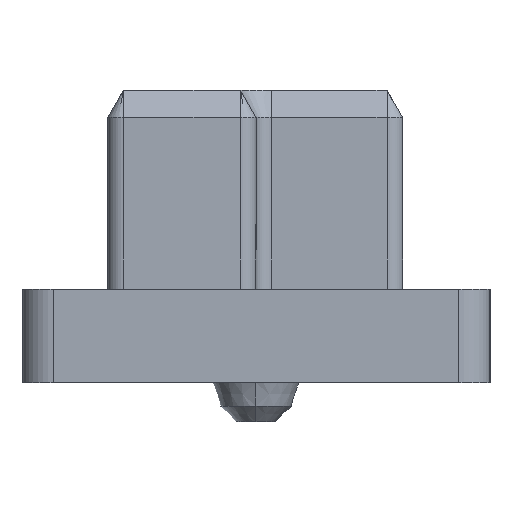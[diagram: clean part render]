
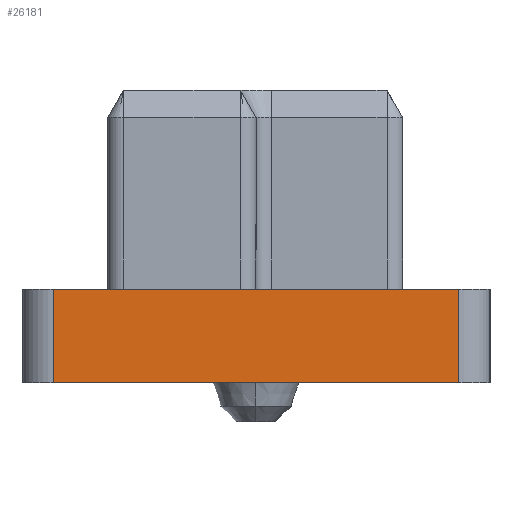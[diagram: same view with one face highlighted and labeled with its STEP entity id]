
A CAD part, left-side view. The second image highlights one B-rep face of the part: STEP entity #26181.
In plain terms, the highlighted planar face has unit normal (-1, 0, 0).
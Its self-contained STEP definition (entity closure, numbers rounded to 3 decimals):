
#3646 = VERTEX_POINT ( 'NONE', #22923 ) ;
#3718 = ORIENTED_EDGE ( 'NONE', *, *, #27945, .F. ) ;
#4068 = DIRECTION ( 'NONE',  ( 0., 1., 0. ) ) ;
#4155 = DIRECTION ( 'NONE',  ( 0., 0., -1. ) ) ;
#4995 = LINE ( 'NONE', #7499, #24271 ) ;
#6153 = DIRECTION ( 'NONE',  ( -1., 0., 0. ) ) ;
#7499 = CARTESIAN_POINT ( 'NONE',  ( -18.9, 0., -3.75 ) ) ;
#7698 = EDGE_LOOP ( 'NONE', ( #13400, #22593, #21718, #3718 ) ) ;
#8685 = VECTOR ( 'NONE', #4155, 1000. ) ;
#9310 = CARTESIAN_POINT ( 'NONE',  ( -18.9, 2.6, -3.75 ) ) ;
#10414 = VERTEX_POINT ( 'NONE', #24637 ) ;
#10461 = VECTOR ( 'NONE', #23647, 1000. ) ;
#12311 = VERTEX_POINT ( 'NONE', #27479 ) ;
#12531 = DIRECTION ( 'NONE',  ( 0., -1., 0. ) ) ;
#13400 = ORIENTED_EDGE ( 'NONE', *, *, #17960, .T. ) ;
#13487 = CARTESIAN_POINT ( 'NONE',  ( -18.9, 2.6, -3.75 ) ) ;
#13509 = EDGE_CURVE ( 'NONE', #25265, #10414, #4995, .T. ) ;
#14522 = VECTOR ( 'NONE', #4068, 1000. ) ;
#15376 = LINE ( 'NONE', #29241, #8685 ) ;
#17144 = LINE ( 'NONE', #13487, #10461 ) ;
#17960 = EDGE_CURVE ( 'NONE', #12311, #3646, #22028, .T. ) ;
#19150 = CARTESIAN_POINT ( 'NONE',  ( -18.9, 3., -2.55 ) ) ;
#20189 = EDGE_CURVE ( 'NONE', #3646, #25265, #17144, .T. ) ;
#21121 = CARTESIAN_POINT ( 'NONE',  ( -18.9, 3., -3.75 ) ) ;
#21222 = PLANE ( 'NONE',  #31101 ) ;
#21718 = ORIENTED_EDGE ( 'NONE', *, *, #13509, .T. ) ;
#22028 = LINE ( 'NONE', #19150, #14522 ) ;
#22593 = ORIENTED_EDGE ( 'NONE', *, *, #20189, .T. ) ;
#22923 = CARTESIAN_POINT ( 'NONE',  ( -18.9, 2.6, -2.55 ) ) ;
#23647 = DIRECTION ( 'NONE',  ( 0., 0., -1. ) ) ;
#23753 = DIRECTION ( 'NONE',  ( 0., 0., 1. ) ) ;
#24271 = VECTOR ( 'NONE', #12531, 1000. ) ;
#24637 = CARTESIAN_POINT ( 'NONE',  ( -18.9, -2.6, -3.75 ) ) ;
#25265 = VERTEX_POINT ( 'NONE', #9310 ) ;
#26181 = ADVANCED_FACE ( 'NONE', ( #31263 ), #21222, .T. ) ;
#27479 = CARTESIAN_POINT ( 'NONE',  ( -18.9, -2.6, -2.55 ) ) ;
#27945 = EDGE_CURVE ( 'NONE', #12311, #10414, #15376, .T. ) ;
#29241 = CARTESIAN_POINT ( 'NONE',  ( -18.9, -2.6, -2.487 ) ) ;
#31101 = AXIS2_PLACEMENT_3D ( 'NONE', #21121, #6153, #23753 ) ;
#31263 = FACE_OUTER_BOUND ( 'NONE', #7698, .T. ) ;
